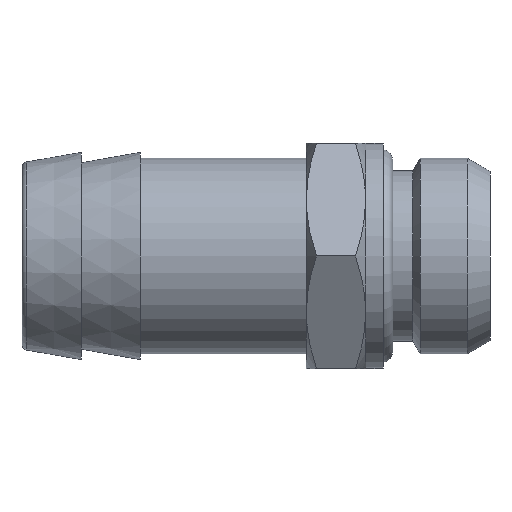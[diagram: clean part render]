
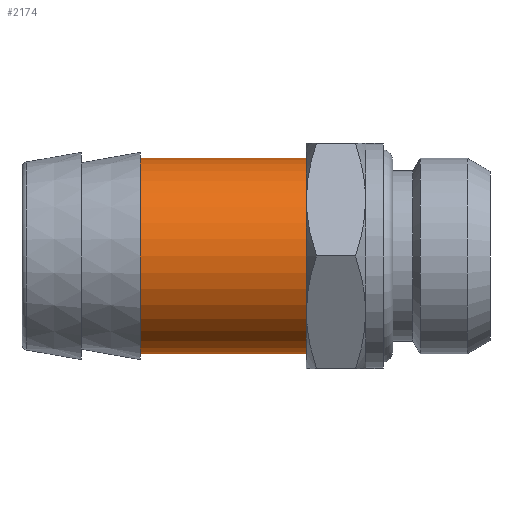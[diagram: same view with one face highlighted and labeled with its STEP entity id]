
A CAD part, left-side view. The second image highlights one B-rep face of the part: STEP entity #2174.
In plain terms, the highlighted cylindrical face has radius 8.25 mm (diameter 16.5 mm), a partial arc.
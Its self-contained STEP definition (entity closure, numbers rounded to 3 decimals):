
#88 = DIRECTION ( 'NONE',  ( 0., -1., 0. ) ) ;
#154 = CYLINDRICAL_SURFACE ( 'NONE', #1308, 8.25 ) ;
#168 = EDGE_CURVE ( 'NONE', #1724, #684, #1527, .T. ) ;
#278 = CARTESIAN_POINT ( 'NONE',  ( 0., 0., 0. ) ) ;
#285 = AXIS2_PLACEMENT_3D ( 'NONE', #1613, #555, #1799 ) ;
#292 = DIRECTION ( 'NONE',  ( 0., -1., 0. ) ) ;
#356 = VERTEX_POINT ( 'NONE', #1043 ) ;
#358 = DIRECTION ( 'NONE',  ( 0., -1., 0. ) ) ;
#390 = CARTESIAN_POINT ( 'NONE',  ( 0., 15.5, -8.25 ) ) ;
#555 = DIRECTION ( 'NONE',  ( 0., -1., 0. ) ) ;
#621 = CIRCLE ( 'NONE', #285, 8.25 ) ;
#642 = EDGE_CURVE ( 'NONE', #1506, #1724, #2289, .T. ) ;
#684 = VERTEX_POINT ( 'NONE', #390 ) ;
#923 = CARTESIAN_POINT ( 'NONE',  ( 0., 0., 8.25 ) ) ;
#968 = ORIENTED_EDGE ( 'NONE', *, *, #1273, .T. ) ;
#1012 = VECTOR ( 'NONE', #292, 1000. ) ;
#1043 = CARTESIAN_POINT ( 'NONE',  ( 0., 29.5, -8.25 ) ) ;
#1210 = EDGE_LOOP ( 'NONE', ( #1219, #2090, #968, #2037 ) ) ;
#1219 = ORIENTED_EDGE ( 'NONE', *, *, #642, .F. ) ;
#1249 = CARTESIAN_POINT ( 'NONE',  ( 0., 15.5, 0. ) ) ;
#1254 = FACE_OUTER_BOUND ( 'NONE', #1210, .T. ) ;
#1273 = EDGE_CURVE ( 'NONE', #356, #684, #1485, .T. ) ;
#1308 = AXIS2_PLACEMENT_3D ( 'NONE', #278, #88, #1515 ) ;
#1341 = CARTESIAN_POINT ( 'NONE',  ( 0., 0., -8.25 ) ) ;
#1412 = DIRECTION ( 'NONE',  ( 0., 0., -1. ) ) ;
#1485 = LINE ( 'NONE', #1341, #1012 ) ;
#1506 = VERTEX_POINT ( 'NONE', #1975 ) ;
#1515 = DIRECTION ( 'NONE',  ( 0., 0., -1. ) ) ;
#1527 = CIRCLE ( 'NONE', #1870, 8.25 ) ;
#1613 = CARTESIAN_POINT ( 'NONE',  ( 0., 29.5, 0. ) ) ;
#1634 = DIRECTION ( 'NONE',  ( 0., -1., 0. ) ) ;
#1724 = VERTEX_POINT ( 'NONE', #1901 ) ;
#1799 = DIRECTION ( 'NONE',  ( 0., 0., -1. ) ) ;
#1827 = VECTOR ( 'NONE', #1634, 1000. ) ;
#1870 = AXIS2_PLACEMENT_3D ( 'NONE', #1249, #358, #1412 ) ;
#1883 = EDGE_CURVE ( 'NONE', #1506, #356, #621, .T. ) ;
#1901 = CARTESIAN_POINT ( 'NONE',  ( 0., 15.5, 8.25 ) ) ;
#1975 = CARTESIAN_POINT ( 'NONE',  ( 0., 29.5, 8.25 ) ) ;
#2037 = ORIENTED_EDGE ( 'NONE', *, *, #168, .F. ) ;
#2090 = ORIENTED_EDGE ( 'NONE', *, *, #1883, .T. ) ;
#2174 = ADVANCED_FACE ( 'NONE', ( #1254 ), #154, .T. ) ;
#2289 = LINE ( 'NONE', #923, #1827 ) ;
